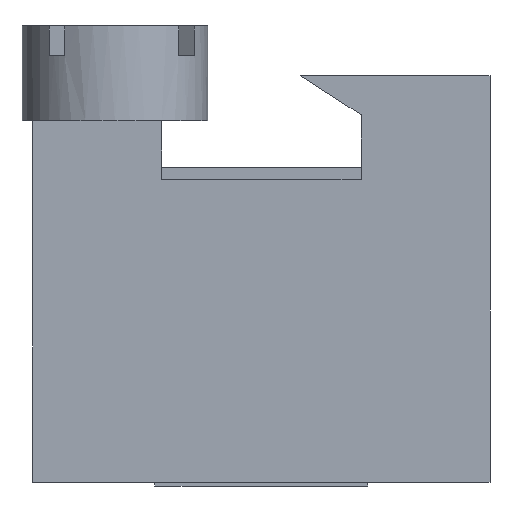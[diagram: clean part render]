
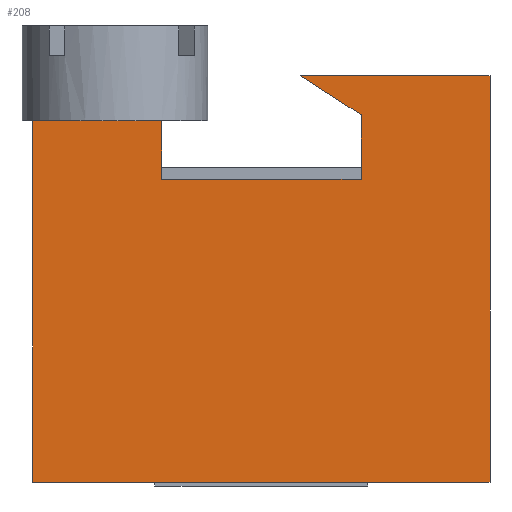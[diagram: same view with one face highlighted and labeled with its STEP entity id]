
A CAD part, front view. The second image highlights one B-rep face of the part: STEP entity #208.
In plain terms, the highlighted planar face has unit normal (0, -1, 0).
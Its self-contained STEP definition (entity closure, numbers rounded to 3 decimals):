
#97=CARTESIAN_POINT('',(23.95,0.55,21.));
#98=VERTEX_POINT('',#97);
#105=CARTESIAN_POINT('',(23.95,0.55,0.2));
#106=VERTEX_POINT('',#105);
#107=CARTESIAN_POINT('',(23.95,0.55,21.));
#108=DIRECTION('',(0.,0.,-1.));
#109=VECTOR('',#108,20.8);
#110=LINE('',#107,#109);
#111=EDGE_CURVE('',#98,#106,#110,.T.);
#122=CARTESIAN_POINT('',(0.55,0.55,0.2));
#123=DIRECTION('',(0.,1.,0.));
#124=DIRECTION('',(-1.,0.,0.));
#125=AXIS2_PLACEMENT_3D('',#122,#123,#124);
#126=PLANE('',#125);
#127=ORIENTED_EDGE('',*,*,#111,.F.);
#128=CARTESIAN_POINT('',(14.27,0.55,21.));
#129=VERTEX_POINT('',#128);
#130=CARTESIAN_POINT('',(14.27,0.55,21.));
#131=DIRECTION('',(1.,0.,-0.));
#132=VECTOR('',#131,9.68);
#133=LINE('',#130,#132);
#134=EDGE_CURVE('',#129,#98,#133,.T.);
#135=ORIENTED_EDGE('',*,*,#134,.F.);
#136=CARTESIAN_POINT('',(17.35,0.55,19.));
#137=VERTEX_POINT('',#136);
#138=CARTESIAN_POINT('',(17.35,0.55,19.));
#139=DIRECTION('',(-0.839,0.,0.545));
#140=VECTOR('',#139,3.672);
#141=LINE('',#138,#140);
#142=EDGE_CURVE('',#137,#129,#141,.T.);
#143=ORIENTED_EDGE('',*,*,#142,.F.);
#144=CARTESIAN_POINT('',(17.35,0.55,15.7));
#145=VERTEX_POINT('',#144);
#146=CARTESIAN_POINT('',(17.35,0.55,15.7));
#147=DIRECTION('',(0.,0.,1.));
#148=VECTOR('',#147,3.3);
#149=LINE('',#146,#148);
#150=EDGE_CURVE('',#145,#137,#149,.T.);
#151=ORIENTED_EDGE('',*,*,#150,.F.);
#152=CARTESIAN_POINT('',(7.15,0.55,15.7));
#153=VERTEX_POINT('',#152);
#154=CARTESIAN_POINT('',(17.35,0.55,15.7));
#155=DIRECTION('',(-1.,0.,0.));
#156=VECTOR('',#155,10.2);
#157=LINE('',#154,#156);
#158=EDGE_CURVE('',#145,#153,#157,.T.);
#159=ORIENTED_EDGE('',*,*,#158,.T.);
#160=CARTESIAN_POINT('',(7.15,0.55,18.7));
#161=VERTEX_POINT('',#160);
#162=CARTESIAN_POINT('',(7.15,0.55,18.7));
#163=DIRECTION('',(0.,0.,-1.));
#164=VECTOR('',#163,3.);
#165=LINE('',#162,#164);
#166=EDGE_CURVE('',#161,#153,#165,.T.);
#167=ORIENTED_EDGE('',*,*,#166,.F.);
#168=CARTESIAN_POINT('',(6.969,0.55,18.7));
#169=VERTEX_POINT('',#168);
#170=CARTESIAN_POINT('',(6.969,0.55,18.7));
#171=DIRECTION('',(1.,0.,-0.));
#172=VECTOR('',#171,0.181);
#173=LINE('',#170,#172);
#174=EDGE_CURVE('',#169,#161,#173,.T.);
#175=ORIENTED_EDGE('',*,*,#174,.F.);
#176=CARTESIAN_POINT('',(2.531,0.55,18.7));
#177=VERTEX_POINT('',#176);
#178=CARTESIAN_POINT('',(2.531,0.55,18.7));
#179=DIRECTION('',(1.,0.,-0.));
#180=VECTOR('',#179,4.437);
#181=LINE('',#178,#180);
#182=EDGE_CURVE('',#177,#169,#181,.T.);
#183=ORIENTED_EDGE('',*,*,#182,.F.);
#184=CARTESIAN_POINT('',(0.55,0.55,18.7));
#185=VERTEX_POINT('',#184);
#186=CARTESIAN_POINT('',(0.55,0.55,18.7));
#187=DIRECTION('',(1.,0.,-0.));
#188=VECTOR('',#187,1.981);
#189=LINE('',#186,#188);
#190=EDGE_CURVE('',#185,#177,#189,.T.);
#191=ORIENTED_EDGE('',*,*,#190,.F.);
#192=CARTESIAN_POINT('',(0.55,0.55,0.2));
#193=VERTEX_POINT('',#192);
#194=CARTESIAN_POINT('',(0.55,0.55,0.2));
#195=DIRECTION('',(0.,0.,1.));
#196=VECTOR('',#195,18.5);
#197=LINE('',#194,#196);
#198=EDGE_CURVE('',#193,#185,#197,.T.);
#199=ORIENTED_EDGE('',*,*,#198,.F.);
#200=CARTESIAN_POINT('',(0.55,0.55,0.2));
#201=DIRECTION('',(1.,0.,-0.));
#202=VECTOR('',#201,23.4);
#203=LINE('',#200,#202);
#204=EDGE_CURVE('',#193,#106,#203,.T.);
#205=ORIENTED_EDGE('',*,*,#204,.T.);
#206=EDGE_LOOP('',(#127,#135,#143,#151,#159,#167,#175,#183,#191,#199,#205));
#207=FACE_BOUND('',#206,.T.);
#208=ADVANCED_FACE('',(#207),#126,.F.);
